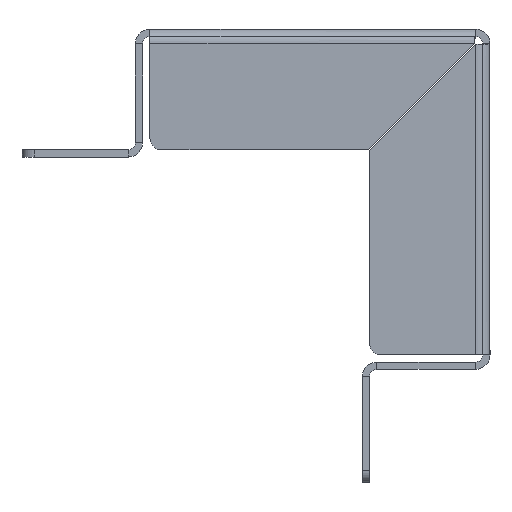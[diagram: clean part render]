
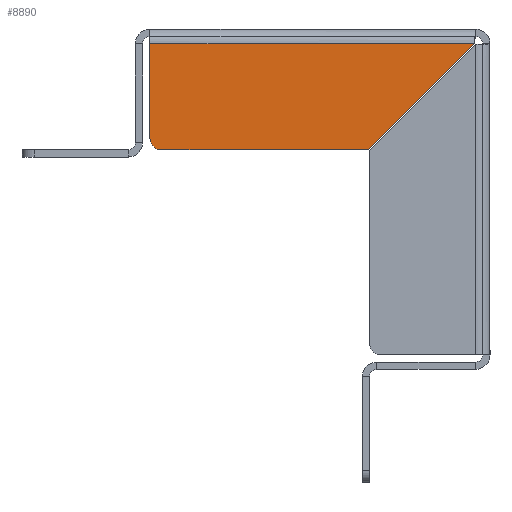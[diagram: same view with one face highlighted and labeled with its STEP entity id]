
A CAD part, front view. The second image highlights one B-rep face of the part: STEP entity #8890.
In plain terms, the highlighted planar face has unit normal (0, -1, 0).
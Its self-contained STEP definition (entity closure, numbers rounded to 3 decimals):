
#231=PLANE('',#9373);
#656=FACE_OUTER_BOUND('',#1106,.T.);
#1106=EDGE_LOOP('',(#6388,#6389,#6390,#6391,#6392));
#1771=LINE('',#12302,#2983);
#1773=LINE('',#12307,#2985);
#1774=LINE('',#12311,#2986);
#1775=LINE('',#12312,#2987);
#2983=VECTOR('',#9959,1000.);
#2985=VECTOR('',#9965,1000.);
#2986=VECTOR('',#9968,1000.);
#2987=VECTOR('',#9969,1000.);
#4158=CIRCLE('',#9374,2.);
#4236=VERTEX_POINT('',#12205);
#4239=VERTEX_POINT('',#12297);
#4240=VERTEX_POINT('',#12306);
#4241=VERTEX_POINT('',#12308);
#4242=VERTEX_POINT('',#12310);
#5087=EDGE_CURVE('',#4239,#4236,#1771,.T.);
#5089=EDGE_CURVE('',#4239,#4240,#1773,.T.);
#5090=EDGE_CURVE('',#4240,#4241,#4158,.T.);
#5091=EDGE_CURVE('',#4241,#4242,#1774,.T.);
#5092=EDGE_CURVE('',#4236,#4242,#1775,.T.);
#6388=ORIENTED_EDGE('',*,*,#5089,.T.);
#6389=ORIENTED_EDGE('',*,*,#5090,.T.);
#6390=ORIENTED_EDGE('',*,*,#5091,.T.);
#6391=ORIENTED_EDGE('',*,*,#5092,.F.);
#6392=ORIENTED_EDGE('',*,*,#5087,.F.);
#8890=ADVANCED_FACE('',(#656),#231,.F.);
#9373=AXIS2_PLACEMENT_3D('',#12305,#9963,#9964);
#9374=AXIS2_PLACEMENT_3D('',#12309,#9966,#9967);
#9959=DIRECTION('',(1.,0.,0.));
#9963=DIRECTION('center_axis',(0.,1.,0.));
#9964=DIRECTION('ref_axis',(0.,0.,1.));
#9965=DIRECTION('',(0.,0.,-1.));
#9966=DIRECTION('center_axis',(0.,-1.,0.));
#9967=DIRECTION('ref_axis',(0.,0.,1.));
#9968=DIRECTION('',(1.,0.,0.));
#9969=DIRECTION('',(-0.707,0.,-0.707));
#12205=CARTESIAN_POINT('',(26.859,-412.4,-2.4));
#12297=CARTESIAN_POINT('',(-27.,-412.4,-2.4));
#12302=CARTESIAN_POINT('',(27.,-412.4,-2.4));
#12305=CARTESIAN_POINT('Origin',(0.,-412.4,0.));
#12306=CARTESIAN_POINT('',(-27.,-412.4,-18.));
#12307=CARTESIAN_POINT('',(-27.,-412.4,0.));
#12308=CARTESIAN_POINT('',(-25.,-412.4,-20.));
#12309=CARTESIAN_POINT('Origin',(-25.,-412.4,-18.));
#12310=CARTESIAN_POINT('',(9.259,-412.4,-20.));
#12311=CARTESIAN_POINT('',(0.,-412.4,-20.));
#12312=CARTESIAN_POINT('',(26.859,-412.4,-2.4));
